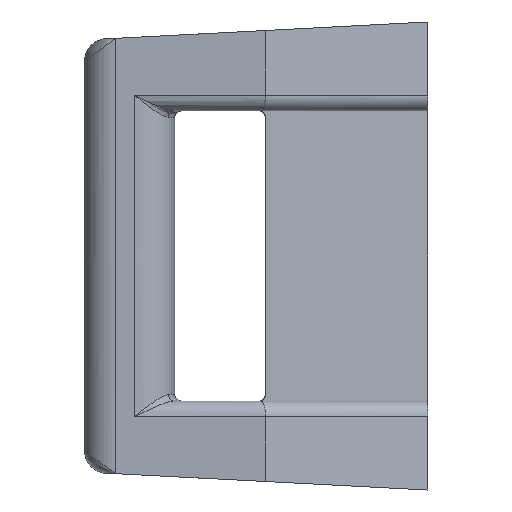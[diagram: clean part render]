
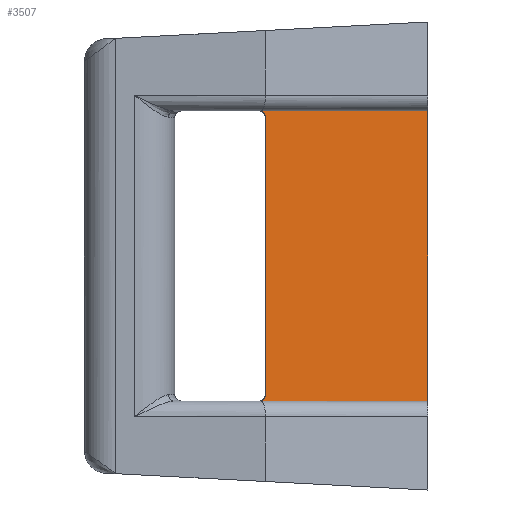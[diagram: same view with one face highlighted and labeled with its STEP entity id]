
A CAD part, left-side view. The second image highlights one B-rep face of the part: STEP entity #3507.
In plain terms, the highlighted planar face has unit normal (-0.99, -0.139, 0).
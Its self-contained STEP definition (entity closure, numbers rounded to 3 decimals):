
#100 = AXIS2_PLACEMENT_3D ( 'NONE', #2364, #2282, #2264 ) ;
#286 = EDGE_CURVE ( 'NONE', #4301, #2815, #2430, .T. ) ;
#394 = VECTOR ( 'NONE', #1678, 1000. ) ;
#407 = LINE ( 'NONE', #1881, #394 ) ;
#729 = DIRECTION ( 'NONE',  ( 0.139, -0.99, 0. ) ) ;
#750 = VECTOR ( 'NONE', #4093, 1000. ) ;
#784 = LINE ( 'NONE', #4107, #750 ) ;
#989 = CARTESIAN_POINT ( 'NONE',  ( -5.575, 0., -4.65 ) ) ;
#1028 = FACE_OUTER_BOUND ( 'NONE', #3995, .T. ) ;
#1309 = CARTESIAN_POINT ( 'NONE',  ( -6.334, 5.4, -4.65 ) ) ;
#1387 = LINE ( 'NONE', #2802, #1409 ) ;
#1409 = VECTOR ( 'NONE', #1959, 1000. ) ;
#1633 = CARTESIAN_POINT ( 'NONE',  ( -6.334, 5.4, 4.65 ) ) ;
#1678 = DIRECTION ( 'NONE',  ( 0., 0., -1. ) ) ;
#1721 = CARTESIAN_POINT ( 'NONE',  ( -5.575, 0., -4.65 ) ) ;
#1881 = CARTESIAN_POINT ( 'NONE',  ( -6.306, 5.2, 4.65 ) ) ;
#1897 = CARTESIAN_POINT ( 'NONE',  ( -6.306, 5.2, -4.45 ) ) ;
#1959 = DIRECTION ( 'NONE',  ( -0.139, 0.99, 0. ) ) ;
#2264 = DIRECTION ( 'NONE',  ( 0.139, -0.99, 0. ) ) ;
#2282 = DIRECTION ( 'NONE',  ( -0.99, -0.139, 0. ) ) ;
#2306 = PLANE ( 'NONE',  #100 ) ;
#2364 = CARTESIAN_POINT ( 'NONE',  ( -5.575, 0., 4.65 ) ) ;
#2430 = LINE ( 'NONE', #1721, #2442 ) ;
#2442 = VECTOR ( 'NONE', #729, 1000. ) ;
#2561 = CARTESIAN_POINT ( 'NONE',  ( -6.306, 5.2, 4.45 ) ) ;
#2774 = ORIENTED_EDGE ( 'NONE', *, *, #2854, .T. ) ;
#2802 = CARTESIAN_POINT ( 'NONE',  ( -5.575, 0., 4.65 ) ) ;
#2815 = VERTEX_POINT ( 'NONE', #989 ) ;
#2845 = VERTEX_POINT ( 'NONE', #1633 ) ;
#2854 = EDGE_CURVE ( 'NONE', #4407, #2845, #1387, .T. ) ;
#2957 = ORIENTED_EDGE ( 'NONE', *, *, #4172, .T. ) ;
#2970 = ORIENTED_EDGE ( 'NONE', *, *, #3706, .T. ) ;
#3147 = ORIENTED_EDGE ( 'NONE', *, *, #4503, .T. ) ;
#3172 = CARTESIAN_POINT ( 'NONE',  ( -6.306, 5.2, 4.45 ) ) ;
#3181 = CARTESIAN_POINT ( 'NONE',  ( -6.306, 5.2, 4.567 ) ) ;
#3226 = CARTESIAN_POINT ( 'NONE',  ( -6.334, 5.4, 4.65 ) ) ;
#3244 = CARTESIAN_POINT ( 'NONE',  ( -6.317, 5.283, 4.65 ) ) ;
#3321 = CARTESIAN_POINT ( 'NONE',  ( -6.306, 5.2, -4.567 ) ) ;
#3386 =( BOUNDED_CURVE ( )  B_SPLINE_CURVE ( 3, ( #4267, #3321, #3920, #3914 ),
 .UNSPECIFIED., .F., .F. ) 
 B_SPLINE_CURVE_WITH_KNOTS ( ( 4, 4 ),
 ( 0., 1.571 ),
 .UNSPECIFIED. ) 
 CURVE ( )  GEOMETRIC_REPRESENTATION_ITEM ( )  RATIONAL_B_SPLINE_CURVE ( ( 1., 0.805, 0.805, 1. ) ) 
 REPRESENTATION_ITEM ( '' )  );
#3410 = ORIENTED_EDGE ( 'NONE', *, *, #286, .T. ) ;
#3498 = VERTEX_POINT ( 'NONE', #2561 ) ;
#3507 = ADVANCED_FACE ( 'NONE', ( #1028 ), #2306, .T. ) ;
#3509 = CARTESIAN_POINT ( 'NONE',  ( -5.575, 0., 4.65 ) ) ;
#3676 =( BOUNDED_CURVE ( )  B_SPLINE_CURVE ( 3, ( #3226, #3244, #3181, #3172 ),
 .UNSPECIFIED., .F., .F. ) 
 B_SPLINE_CURVE_WITH_KNOTS ( ( 4, 4 ),
 ( 1.571, 3.142 ),
 .UNSPECIFIED. ) 
 CURVE ( )  GEOMETRIC_REPRESENTATION_ITEM ( )  RATIONAL_B_SPLINE_CURVE ( ( 1., 0.805, 0.805, 1. ) ) 
 REPRESENTATION_ITEM ( '' )  );
#3706 = EDGE_CURVE ( 'NONE', #2815, #4407, #784, .T. ) ;
#3914 = CARTESIAN_POINT ( 'NONE',  ( -6.334, 5.4, -4.65 ) ) ;
#3920 = CARTESIAN_POINT ( 'NONE',  ( -6.317, 5.283, -4.65 ) ) ;
#3995 = EDGE_LOOP ( 'NONE', ( #2774, #4568, #2957, #3147, #3410, #2970 ) ) ;
#4016 = EDGE_CURVE ( 'NONE', #2845, #3498, #3676, .T. ) ;
#4093 = DIRECTION ( 'NONE',  ( 0., 0., 1. ) ) ;
#4107 = CARTESIAN_POINT ( 'NONE',  ( -5.575, 0., 7.5 ) ) ;
#4172 = EDGE_CURVE ( 'NONE', #3498, #4660, #407, .T. ) ;
#4267 = CARTESIAN_POINT ( 'NONE',  ( -6.306, 5.2, -4.45 ) ) ;
#4301 = VERTEX_POINT ( 'NONE', #1309 ) ;
#4407 = VERTEX_POINT ( 'NONE', #3509 ) ;
#4503 = EDGE_CURVE ( 'NONE', #4660, #4301, #3386, .T. ) ;
#4568 = ORIENTED_EDGE ( 'NONE', *, *, #4016, .T. ) ;
#4660 = VERTEX_POINT ( 'NONE', #1897 ) ;
